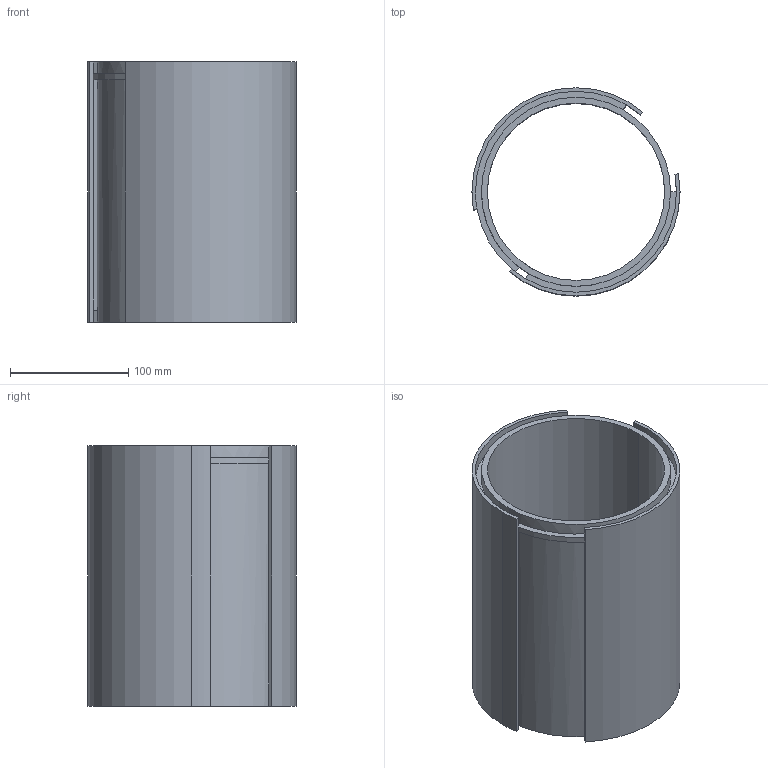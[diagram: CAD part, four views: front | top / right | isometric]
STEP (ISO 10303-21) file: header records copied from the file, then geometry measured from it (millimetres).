
FILE_DESCRIPTION (( 'STEP AP214' ), '1' );
FILE_NAME ('Tx_saddle5_horseleg.STEP', '2023-12-13T09:50:53', ( '' ), ( '' ), 'SwSTEP 2.0', 'SolidWorks 2013', '' );
FILE_SCHEMA (( 'AUTOMOTIVE_DESIGN' ));
Length unit declared in the file: millimetre
Products named in the file (1): Tx_saddle5_horseleg
Bounding box: 176 x 176 x 220 mm (x, y, z)
Volume: 1161922.5 mm3; surface area: 280197.4 mm2
Topology: 1 solids, 1 shells, 37 faces, 106 edges, 68 vertices
Faces by surface type: plane 21, cylinder 16
Entity records: 1486 total; most frequent: CARTESIAN_POINT 460, ORIENTED_EDGE 212, DIRECTION 208, EDGE_CURVE 106, AXIS2_PLACEMENT_3D 76, VERTEX_POINT 68, VECTOR 56, LINE 56
